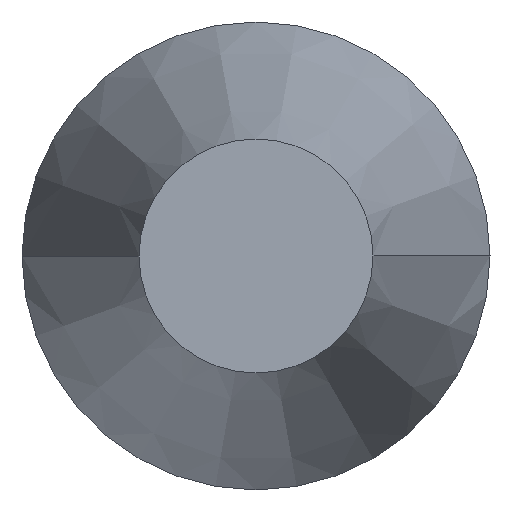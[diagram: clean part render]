
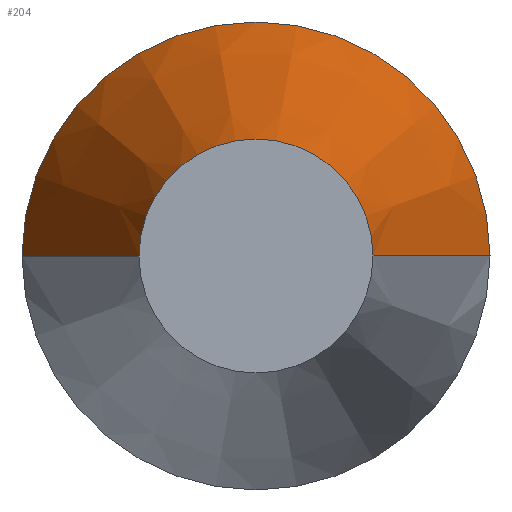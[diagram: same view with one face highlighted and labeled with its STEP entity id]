
A CAD part, front view. The second image highlights one B-rep face of the part: STEP entity #204.
In plain terms, the highlighted conical face has half-angle 15 degrees and reference radius 1.587 mm.
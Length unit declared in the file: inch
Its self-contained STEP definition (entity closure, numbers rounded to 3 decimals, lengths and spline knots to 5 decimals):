
#15 = ORIENTED_EDGE ( 'NONE', *, *, #331, .F. ) ;
#25 = CARTESIAN_POINT ( 'NONE',  ( 0., 0.5, 0. ) ) ;
#34 = ORIENTED_EDGE ( 'NONE', *, *, #84, .T. ) ;
#48 = VERTEX_POINT ( 'NONE', #127 ) ;
#55 = DIRECTION ( 'NONE',  ( 0., 1., 0. ) ) ;
#58 = DIRECTION ( 'NONE',  ( -1., 0., 0. ) ) ;
#70 = VERTEX_POINT ( 'NONE', #162 ) ;
#76 = CARTESIAN_POINT ( 'NONE',  ( 0.0625, 0.5, 0. ) ) ;
#84 = EDGE_CURVE ( 'NONE', #113, #70, #133, .T. ) ;
#91 = VECTOR ( 'NONE', #327, 39.37008 ) ;
#96 = AXIS2_PLACEMENT_3D ( 'NONE', #214, #188, #246 ) ;
#104 = LINE ( 'NONE', #212, #91 ) ;
#113 = VERTEX_POINT ( 'NONE', #135 ) ;
#121 = CARTESIAN_POINT ( 'NONE',  ( 0., 0.73325, 0. ) ) ;
#123 = AXIS2_PLACEMENT_3D ( 'NONE', #25, #55, #58 ) ;
#127 = CARTESIAN_POINT ( 'NONE',  ( -0.0625, 0.5, 0. ) ) ;
#133 = LINE ( 'NONE', #76, #166 ) ;
#135 = CARTESIAN_POINT ( 'NONE',  ( 0.0625, 0.5, 0. ) ) ;
#138 = CONICAL_SURFACE ( 'NONE', #123, 0.0625, 0.262 ) ;
#139 = EDGE_LOOP ( 'NONE', ( #202, #34, #15, #250 ) ) ;
#140 = EDGE_CURVE ( 'NONE', #48, #113, #262, .T. ) ;
#147 = VERTEX_POINT ( 'NONE', #178 ) ;
#157 = FACE_OUTER_BOUND ( 'NONE', #139, .T. ) ;
#162 = CARTESIAN_POINT ( 'NONE',  ( 0.125, 0.73325, 0. ) ) ;
#166 = VECTOR ( 'NONE', #180, 39.37008 ) ;
#175 = EDGE_CURVE ( 'NONE', #48, #147, #104, .T. ) ;
#178 = CARTESIAN_POINT ( 'NONE',  ( -0.125, 0.73325, 0. ) ) ;
#180 = DIRECTION ( 'NONE',  ( 0.259, 0.966, 0. ) ) ;
#188 = DIRECTION ( 'NONE',  ( 0., 1., 0. ) ) ;
#192 = AXIS2_PLACEMENT_3D ( 'NONE', #121, #350, #304 ) ;
#202 = ORIENTED_EDGE ( 'NONE', *, *, #140, .T. ) ;
#204 = ADVANCED_FACE ( 'NONE', ( #157 ), #138, .T. ) ;
#212 = CARTESIAN_POINT ( 'NONE',  ( -0.0625, 0.5, 0. ) ) ;
#213 = CIRCLE ( 'NONE', #192, 0.125 ) ;
#214 = CARTESIAN_POINT ( 'NONE',  ( 0., 0.5, 0. ) ) ;
#246 = DIRECTION ( 'NONE',  ( -1., 0., 0. ) ) ;
#250 = ORIENTED_EDGE ( 'NONE', *, *, #175, .F. ) ;
#262 = CIRCLE ( 'NONE', #96, 0.0625 ) ;
#304 = DIRECTION ( 'NONE',  ( -1., 0., 0. ) ) ;
#327 = DIRECTION ( 'NONE',  ( -0.259, 0.966, 0. ) ) ;
#331 = EDGE_CURVE ( 'NONE', #147, #70, #213, .T. ) ;
#350 = DIRECTION ( 'NONE',  ( 0., 1., 0. ) ) ;
